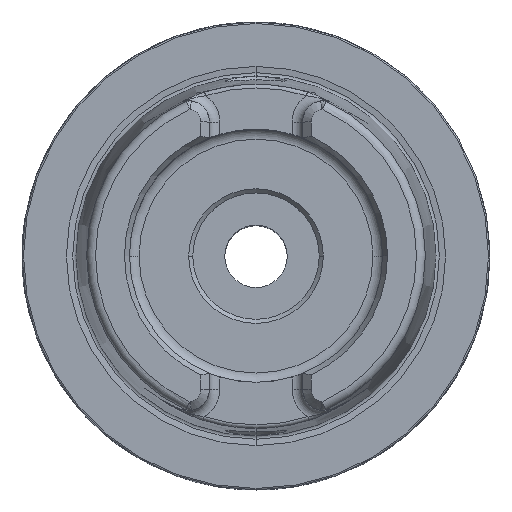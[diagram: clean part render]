
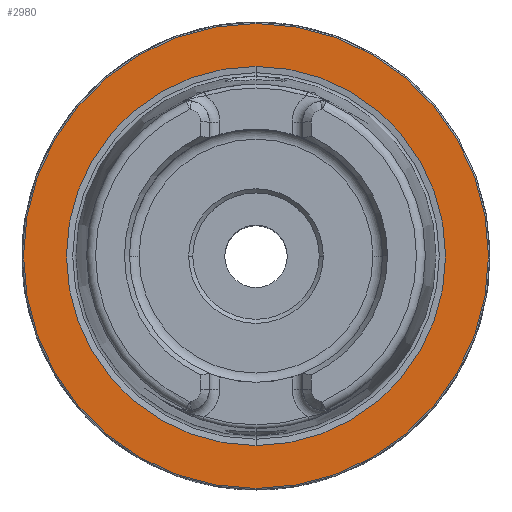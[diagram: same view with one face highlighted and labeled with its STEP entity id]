
A CAD part, top view. The second image highlights one B-rep face of the part: STEP entity #2980.
In plain terms, the highlighted planar face has unit normal (0, 0, 1).
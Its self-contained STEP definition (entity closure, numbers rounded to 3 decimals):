
#160 = ORIENTED_EDGE ( 'NONE', *, *, #8835, .T. ) ;
#227 = VERTEX_POINT ( 'NONE', #8159 ) ;
#330 = DIRECTION ( 'NONE',  ( 0., 0., 1. ) ) ;
#549 = CARTESIAN_POINT ( 'NONE',  ( 0., 0., 0. ) ) ;
#636 = DIRECTION ( 'NONE',  ( 0., -1., 0. ) ) ;
#855 = DIRECTION ( 'NONE',  ( 0., 0., 1. ) ) ;
#1141 = EDGE_CURVE ( 'NONE', #227, #4857, #6457, .T. ) ;
#1367 = EDGE_LOOP ( 'NONE', ( #9346, #6746 ) ) ;
#1401 = CARTESIAN_POINT ( 'NONE',  ( 0., 0., 0. ) ) ;
#1490 = DIRECTION ( 'NONE',  ( 0., 1., 0. ) ) ;
#2460 = CARTESIAN_POINT ( 'NONE',  ( 0., 25.5, 0. ) ) ;
#2973 = AXIS2_PLACEMENT_3D ( 'NONE', #11963, #6356, #636 ) ;
#2980 = ADVANCED_FACE ( 'NONE', ( #6793, #7359 ), #6003, .T. ) ;
#3001 = CARTESIAN_POINT ( 'NONE',  ( 0., 0., 0. ) ) ;
#3372 = DIRECTION ( 'NONE',  ( 0., -1., 0. ) ) ;
#3379 = AXIS2_PLACEMENT_3D ( 'NONE', #549, #7206, #1490 ) ;
#3968 = DIRECTION ( 'NONE',  ( 0., 1., 0. ) ) ;
#4197 = AXIS2_PLACEMENT_3D ( 'NONE', #6047, #330, #6996 ) ;
#4857 = VERTEX_POINT ( 'NONE', #9575 ) ;
#5147 = EDGE_CURVE ( 'NONE', #10789, #10856, #8662, .T. ) ;
#5441 = EDGE_LOOP ( 'NONE', ( #160, #7164 ) ) ;
#6003 = PLANE ( 'NONE',  #4197 ) ;
#6047 = CARTESIAN_POINT ( 'NONE',  ( 0., 31.47, 0. ) ) ;
#6356 = DIRECTION ( 'NONE',  ( 0., 0., 1. ) ) ;
#6457 = CIRCLE ( 'NONE', #9664, 31.27 ) ;
#6746 = ORIENTED_EDGE ( 'NONE', *, *, #11781, .T. ) ;
#6793 = FACE_OUTER_BOUND ( 'NONE', #1367, .T. ) ;
#6996 = DIRECTION ( 'NONE',  ( 0., -1., 0. ) ) ;
#7164 = ORIENTED_EDGE ( 'NONE', *, *, #5147, .T. ) ;
#7206 = DIRECTION ( 'NONE',  ( 0., 0., -1. ) ) ;
#7359 = FACE_BOUND ( 'NONE', #5441, .T. ) ;
#8013 = CIRCLE ( 'NONE', #11488, 25.5 ) ;
#8159 = CARTESIAN_POINT ( 'NONE',  ( 0., -31.27, 0. ) ) ;
#8662 = CIRCLE ( 'NONE', #3379, 25.5 ) ;
#8835 = EDGE_CURVE ( 'NONE', #10856, #10789, #8013, .T. ) ;
#9346 = ORIENTED_EDGE ( 'NONE', *, *, #1141, .T. ) ;
#9575 = CARTESIAN_POINT ( 'NONE',  ( 0., 31.27, 0. ) ) ;
#9664 = AXIS2_PLACEMENT_3D ( 'NONE', #1401, #855, #3372 ) ;
#9681 = DIRECTION ( 'NONE',  ( 0., 0., -1. ) ) ;
#10789 = VERTEX_POINT ( 'NONE', #2460 ) ;
#10856 = VERTEX_POINT ( 'NONE', #11225 ) ;
#11225 = CARTESIAN_POINT ( 'NONE',  ( 0., -25.5, 0. ) ) ;
#11488 = AXIS2_PLACEMENT_3D ( 'NONE', #3001, #9681, #3968 ) ;
#11781 = EDGE_CURVE ( 'NONE', #4857, #227, #12037, .T. ) ;
#11963 = CARTESIAN_POINT ( 'NONE',  ( 0., 0., 0. ) ) ;
#12037 = CIRCLE ( 'NONE', #2973, 31.27 ) ;
